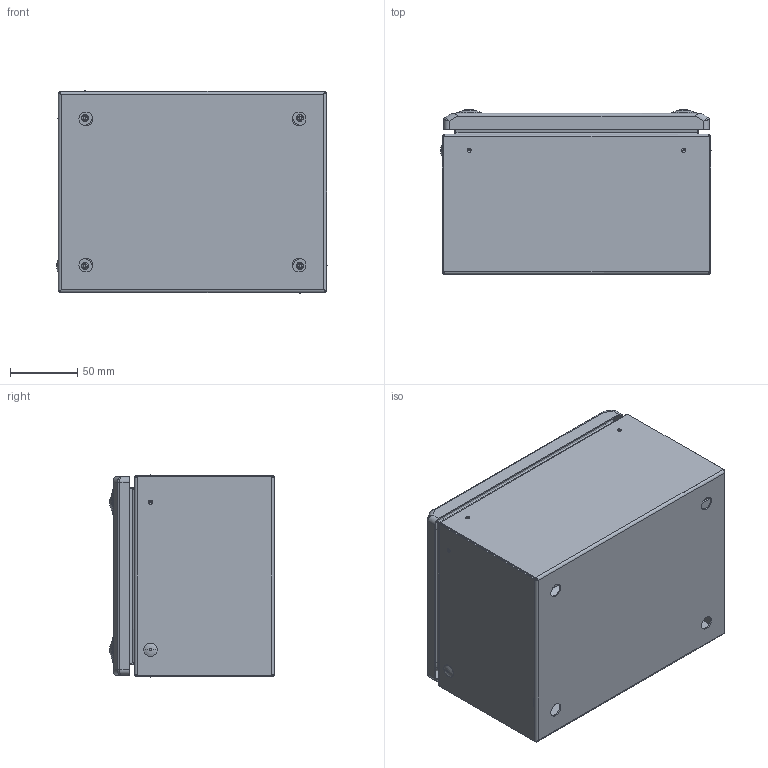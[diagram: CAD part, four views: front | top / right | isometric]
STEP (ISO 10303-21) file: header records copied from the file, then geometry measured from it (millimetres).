
FILE_DESCRIPTION((''),'2;1');
FILE_NAME('NSYSBM152012_ASM','2016-03-03T',('sesa24153'),('Schneider-Electric'),'PRO/ENGINEER BY PARAMETRIC TECHNOLOGY CORPORATION, 2014310','PRO/ENGINEER BY PARAMETRIC TECHNOLOGY CORPORATION, 2014310','');
FILE_SCHEMA(('CONFIG_CONTROL_DESIGN'));
Products named in the file (3): _CORPS_STD_150X200X120; _COUVERCLE_STD_PPC_150X200; NSYSBM152012_ASM
Assembly tree (2 placements, depth 2):
  NSYSBM152012_ASM
    _CORPS_STD_150X200X120
    _COUVERCLE_STD_PPC_150X200
Bounding box: 201.7 x 122.95 x 151 mm (x, y, z)
Volume: 76198 mm3; surface area: 324313.9 mm2
Topology: 1 solids, 19 shells, 1491 faces, 3828 edges, 2316 vertices
Faces by surface type: plane 579, cylinder 322, torus 214, cone 180, bspline 102, sphere 86, extrusion 8
Entity records: 75309 total; most frequent: CARTESIAN_POINT 39799, DIRECTION 7452, ORIENTED_EDGE 7396, EDGE_CURVE 3712, AXIS2_PLACEMENT_3D 2872, VERTEX_POINT 2292, VECTOR 1708, LINE 1700
